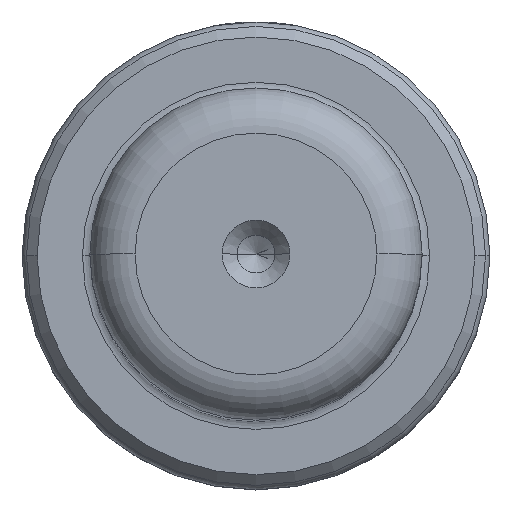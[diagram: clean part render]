
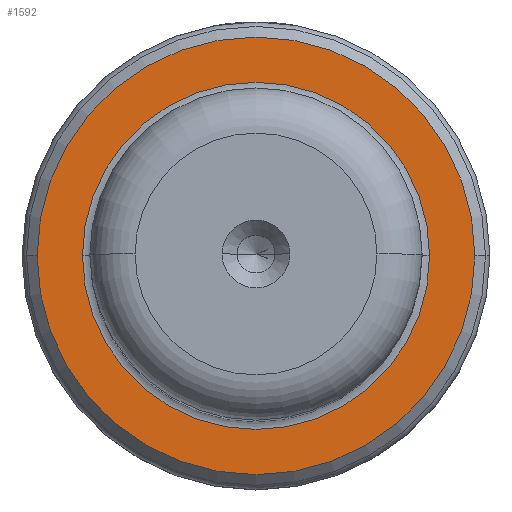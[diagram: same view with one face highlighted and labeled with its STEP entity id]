
A CAD part, top view. The second image highlights one B-rep face of the part: STEP entity #1592.
In plain terms, the highlighted planar face has unit normal (0, 0, 1).
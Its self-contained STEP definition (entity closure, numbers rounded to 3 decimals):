
#73 = DIRECTION ( 'NONE',  ( -1., 0., 0. ) ) ;
#107 = AXIS2_PLACEMENT_3D ( 'NONE', #2534, #2021, #2547 ) ;
#272 = EDGE_LOOP ( 'NONE', ( #580, #2488 ) ) ;
#279 = CIRCLE ( 'NONE', #1248, 11.5 ) ;
#283 = EDGE_CURVE ( 'NONE', #2644, #1023, #2531, .T. ) ;
#289 = FACE_OUTER_BOUND ( 'NONE', #3308, .T. ) ;
#317 = CIRCLE ( 'NONE', #1448, 14.5 ) ;
#410 = CARTESIAN_POINT ( 'NONE',  ( 0., 0., 24. ) ) ;
#580 = ORIENTED_EDGE ( 'NONE', *, *, #1799, .T. ) ;
#593 = DIRECTION ( 'NONE',  ( 0., 0., 1. ) ) ;
#640 = CIRCLE ( 'NONE', #2415, 11.5 ) ;
#812 = DIRECTION ( 'NONE',  ( -1., 0., 0. ) ) ;
#829 = CARTESIAN_POINT ( 'NONE',  ( 0., 0., 24. ) ) ;
#844 = DIRECTION ( 'NONE',  ( 1., 0., 0. ) ) ;
#877 = DIRECTION ( 'NONE',  ( 1., 0., 0. ) ) ;
#897 = VERTEX_POINT ( 'NONE', #3300 ) ;
#1023 = VERTEX_POINT ( 'NONE', #1756 ) ;
#1098 = DIRECTION ( 'NONE',  ( 0., 0., -1. ) ) ;
#1136 = DIRECTION ( 'NONE',  ( 0., 0., -1. ) ) ;
#1248 = AXIS2_PLACEMENT_3D ( 'NONE', #1606, #1098, #812 ) ;
#1448 = AXIS2_PLACEMENT_3D ( 'NONE', #2416, #593, #844 ) ;
#1592 = ADVANCED_FACE ( 'NONE', ( #2600, #289 ), #2340, .T. ) ;
#1606 = CARTESIAN_POINT ( 'NONE',  ( 0., 0., 24. ) ) ;
#1756 = CARTESIAN_POINT ( 'NONE',  ( -14.5, 0., 24. ) ) ;
#1799 = EDGE_CURVE ( 'NONE', #897, #2175, #640, .T. ) ;
#1903 = DIRECTION ( 'NONE',  ( 0., 0., 1. ) ) ;
#1972 = EDGE_CURVE ( 'NONE', #1023, #2644, #317, .T. ) ;
#2021 = DIRECTION ( 'NONE',  ( 0., 0., 1. ) ) ;
#2175 = VERTEX_POINT ( 'NONE', #2589 ) ;
#2257 = EDGE_CURVE ( 'NONE', #2175, #897, #279, .T. ) ;
#2340 = PLANE ( 'NONE',  #2693 ) ;
#2415 = AXIS2_PLACEMENT_3D ( 'NONE', #829, #1136, #73 ) ;
#2416 = CARTESIAN_POINT ( 'NONE',  ( 0., 0., 24. ) ) ;
#2488 = ORIENTED_EDGE ( 'NONE', *, *, #2257, .T. ) ;
#2531 = CIRCLE ( 'NONE', #107, 14.5 ) ;
#2534 = CARTESIAN_POINT ( 'NONE',  ( 0., 0., 24. ) ) ;
#2547 = DIRECTION ( 'NONE',  ( 1., 0., 0. ) ) ;
#2585 = CARTESIAN_POINT ( 'NONE',  ( 14.5, 0., 24. ) ) ;
#2589 = CARTESIAN_POINT ( 'NONE',  ( 11.5, 0., 24. ) ) ;
#2600 = FACE_BOUND ( 'NONE', #272, .T. ) ;
#2644 = VERTEX_POINT ( 'NONE', #2585 ) ;
#2693 = AXIS2_PLACEMENT_3D ( 'NONE', #410, #1903, #877 ) ;
#2955 = ORIENTED_EDGE ( 'NONE', *, *, #1972, .T. ) ;
#2981 = ORIENTED_EDGE ( 'NONE', *, *, #283, .T. ) ;
#3300 = CARTESIAN_POINT ( 'NONE',  ( -11.5, 0., 24. ) ) ;
#3308 = EDGE_LOOP ( 'NONE', ( #2955, #2981 ) ) ;
